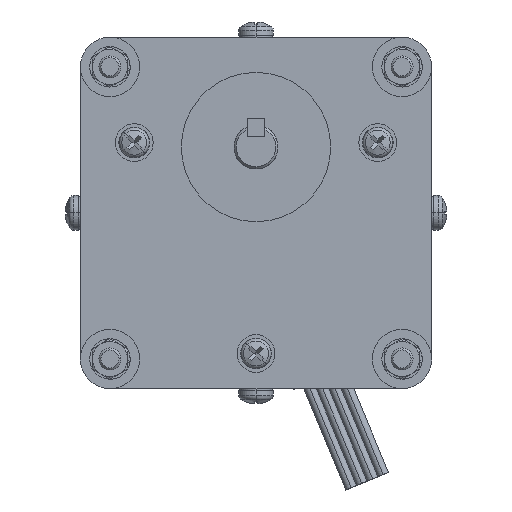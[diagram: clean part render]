
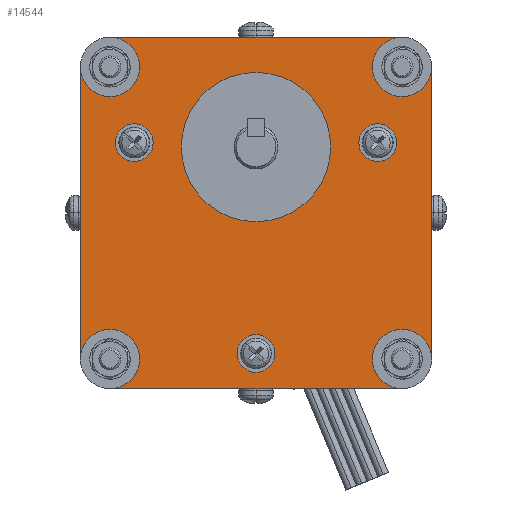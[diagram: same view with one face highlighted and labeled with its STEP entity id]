
A CAD part, left-side view. The second image highlights one B-rep face of the part: STEP entity #14544.
In plain terms, the highlighted planar face has unit normal (-1, 0, 0).
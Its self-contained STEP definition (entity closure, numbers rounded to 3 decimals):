
#13816=CARTESIAN_POINT('POINT15089',(0.7,40.,
   -48.25));
#13817=VERTEX_POINT('VERTEX15089',#13816);
#13824=CARTESIAN_POINT('POINT15090',(0.7,40.,
   18.25));
#13825=VERTEX_POINT('VERTEX15090',#13824);
#13826=CARTESIAN_POINT('POS21006',(0.7,40.,
   18.25));
#13827=DIRECTION('DIR31565',(0.,0.,-1.));
#13828=VECTOR('VEC10447',#13827,1.);
#13829=LINE('STRAIGHT10447',#13826,#13828);
#13830=EDGE_CURVE('EDGE24245',#13825,#13817,#13829,.T.);
#13846=CARTESIAN_POINT('POINT15091',(0.7,33.25,
   25.));
#13847=VERTEX_POINT('VERTEX15091',#13846);
#13870=CARTESIAN_POINT('POINT15093',(0.7,33.25,11.5));
#13871=VERTEX_POINT('VERTEX15093',#13870);
#13872=CARTESIAN_POINT('POS21012',(0.7,33.25,
   18.25));
#13873=DIRECTION('DIR31573',(1.,0.,0.));
#13874=DIRECTION('DIR31574',(0.,0.,-1.));
#13875=AXIS2_PLACEMENT_3D('AXIS10562',#13872,#13873,#13874);
#13876=CIRCLE('ELLIPSE4599',#13875,6.75);
#13877=EDGE_CURVE('EDGE24250',#13871,#13825,#13876,.T.);
#13897=EDGE_CURVE('EDGE24252',#13847,#13871,#13876,.T.);
#13911=CARTESIAN_POINT('POINT15095',(0.7,-33.25,
   25.));
#13912=VERTEX_POINT('VERTEX15095',#13911);
#13913=CARTESIAN_POINT('POS21016',(0.7,-33.25,
   25.));
#13914=DIRECTION('DIR31579',(0.,1.,0.));
#13915=VECTOR('VEC10453',#13914,1.);
#13916=LINE('STRAIGHT10453',#13913,#13915);
#13917=EDGE_CURVE('EDGE24254',#13912,#13847,#13916,.T.);
#13933=CARTESIAN_POINT('POINT15096',(0.7,-40.,
   18.25));
#13934=VERTEX_POINT('VERTEX15096',#13933);
#13957=CARTESIAN_POINT('POINT15098',(0.7,-26.5,
   18.25));
#13958=VERTEX_POINT('VERTEX15098',#13957);
#13959=CARTESIAN_POINT('POS21022',(0.7,-33.25,
   18.25));
#13960=DIRECTION('DIR31587',(1.,0.,0.));
#13961=DIRECTION('DIR31588',(0.,0.,-1.));
#13962=AXIS2_PLACEMENT_3D('AXIS10566',#13959,#13960,#13961);
#13963=CIRCLE('ELLIPSE4601',#13962,6.75);
#13964=EDGE_CURVE('EDGE24259',#13958,#13912,#13963,.T.);
#13985=EDGE_CURVE('EDGE24261',#13934,#13958,#13963,.T.);
#14006=CARTESIAN_POINT('POINT15100',(0.7,33.25,
   -55.));
#14007=VERTEX_POINT('VERTEX15100',#14006);
#14014=CARTESIAN_POINT('POINT15101',(0.7,26.5,
   -48.25));
#14015=VERTEX_POINT('VERTEX15101',#14014);
#14016=CARTESIAN_POINT('POS21028',(0.7,33.25,
   -48.25));
#14017=DIRECTION('DIR31596',(1.,0.,0.));
#14018=DIRECTION('DIR31597',(0.,0.,-1.));
#14019=AXIS2_PLACEMENT_3D('AXIS10569',#14016,#14017,#14018);
#14020=CIRCLE('ELLIPSE4603',#14019,6.75);
#14021=EDGE_CURVE('EDGE24265',#14015,#14007,#14020,.T.);
#14042=EDGE_CURVE('EDGE24267',#13817,#14015,#14020,.T.);
#14047=CARTESIAN_POINT('POINT15102',(0.7,0.,
   -42.7));
#14048=VERTEX_POINT('VERTEX15102',#14047);
#14055=CARTESIAN_POINT('POINT15103',(0.7,
   0.,-51.3));
#14056=VERTEX_POINT('VERTEX15103',#14055);
#14057=CARTESIAN_POINT('POS21032',(0.7,0.,
   -47.));
#14058=DIRECTION('DIR31602',(1.,0.,0.));
#14059=DIRECTION('DIR31603',(0.,0.,1.));
#14060=AXIS2_PLACEMENT_3D('AXIS10571',#14057,#14058,#14059);
#14061=CIRCLE('ELLIPSE4604',#14060,4.3);
#14062=EDGE_CURVE('EDGE24269',#14056,#14048,#14061,.T.);
#14082=EDGE_CURVE('EDGE24271',#14048,#14056,#14061,.T.);
#14087=CARTESIAN_POINT('POINT15104',(0.7,
   -27.713,5.3));
#14088=VERTEX_POINT('VERTEX15104',#14087);
#14095=CARTESIAN_POINT('POINT15105',(0.7,
   -27.713,-3.3));
#14096=VERTEX_POINT('VERTEX15105',#14095);
#14097=CARTESIAN_POINT('POS21036',(0.7,
   -27.713,1.));
#14098=DIRECTION('DIR31608',(1.,0.,0.));
#14099=DIRECTION('DIR31609',(0.,0.,1.));
#14100=AXIS2_PLACEMENT_3D('AXIS10573',#14097,#14098,#14099);
#14101=CIRCLE('ELLIPSE4605',#14100,4.3);
#14102=EDGE_CURVE('EDGE24273',#14096,#14088,#14101,.T.);
#14122=EDGE_CURVE('EDGE24275',#14088,#14096,#14101,.T.);
#14127=CARTESIAN_POINT('POINT15106',(0.7,
   27.713,5.3));
#14128=VERTEX_POINT('VERTEX15106',#14127);
#14135=CARTESIAN_POINT('POINT15107',(0.7,
   27.713,-3.3));
#14136=VERTEX_POINT('VERTEX15107',#14135);
#14137=CARTESIAN_POINT('POS21040',(0.7,
   27.713,1.));
#14138=DIRECTION('DIR31614',(1.,0.,0.));
#14139=DIRECTION('DIR31615',(0.,0.,1.));
#14140=AXIS2_PLACEMENT_3D('AXIS10575',#14137,#14138,#14139);
#14141=CIRCLE('ELLIPSE4606',#14140,4.3);
#14142=EDGE_CURVE('EDGE24277',#14136,#14128,#14141,.T.);
#14162=EDGE_CURVE('EDGE24279',#14128,#14136,#14141,.T.);
#14167=CARTESIAN_POINT('POINT15108',(0.7,
   0.,17.));
#14168=VERTEX_POINT('VERTEX15108',#14167);
#14176=CARTESIAN_POINT('POINT15109',(0.7,
   0.,-17.));
#14177=VERTEX_POINT('VERTEX15109',#14176);
#14184=CARTESIAN_POINT('POS21045',(0.7,0.,
   0.));
#14185=DIRECTION('DIR31621',(1.,0.,0.));
#14186=DIRECTION('DIR31622',(0.,0.,1.));
#14187=AXIS2_PLACEMENT_3D('AXIS10577',#14184,#14185,#14186);
#14188=CIRCLE('ELLIPSE4607',#14187,17.);
#14189=EDGE_CURVE('EDGE24282',#14168,#14177,#14188,.T.);
#14200=EDGE_CURVE('EDGE24283',#14177,#14168,#14188,.T.);
#14415=CARTESIAN_POINT('POINT15121',(0.7,-40.,
   -48.25));
#14416=VERTEX_POINT('VERTEX15121',#14415);
#14417=CARTESIAN_POINT('POS21067',(0.7,-40.,-15.));
#14418=DIRECTION('DIR31656',(0.,0.,1.));
#14419=VECTOR('VEC10478',#14418,1.);
#14420=LINE('STRAIGHT10478',#14417,#14419);
#14421=EDGE_CURVE('EDGE24305',#14416,#13934,#14420,.T.);
#14477=CARTESIAN_POINT('POINT15123',(0.7,-33.25,
   -55.));
#14478=VERTEX_POINT('VERTEX15123',#14477);
#14485=CARTESIAN_POINT('POS21074',(0.7,33.25,
   -55.));
#14486=DIRECTION('DIR31666',(0.,-1.,0.));
#14487=VECTOR('VEC10482',#14486,1.);
#14488=LINE('STRAIGHT10482',#14485,#14487);
#14489=EDGE_CURVE('EDGE24310',#14007,#14478,#14488,.T.);
#14500=ORIENTED_EDGE('COEDGE48594',*,*,#14200,.T.);
#14501=ORIENTED_EDGE('COEDGE48595',*,*,#14189,.T.);
#14502=EDGE_LOOP('NONE',(#14500,#14501));
#14503=FACE_BOUND('LOOP1',#14502,.T.);
#14504=ORIENTED_EDGE('COEDGE48596',*,*,#14162,.T.);
#14505=ORIENTED_EDGE('COEDGE48597',*,*,#14142,.T.);
#14506=EDGE_LOOP('NONE',(#14504,#14505));
#14507=FACE_BOUND('LOOP1',#14506,.T.);
#14508=ORIENTED_EDGE('COEDGE48598',*,*,#14122,.T.);
#14509=ORIENTED_EDGE('COEDGE48599',*,*,#14102,.T.);
#14510=EDGE_LOOP('NONE',(#14508,#14509));
#14511=FACE_BOUND('LOOP1',#14510,.T.);
#14512=ORIENTED_EDGE('COEDGE48600',*,*,#14082,.T.);
#14513=ORIENTED_EDGE('COEDGE48601',*,*,#14062,.T.);
#14514=EDGE_LOOP('NONE',(#14512,#14513));
#14515=FACE_BOUND('LOOP1',#14514,.T.);
#14516=ORIENTED_EDGE('COEDGE48602',*,*,#14042,.T.);
#14517=ORIENTED_EDGE('COEDGE48603',*,*,#14021,.T.);
#14518=ORIENTED_EDGE('COEDGE48604',*,*,#14489,.T.);
#14519=CARTESIAN_POINT('POINT15124',(0.7,-33.25,
   -41.5));
#14520=VERTEX_POINT('VERTEX15124',#14519);
#14521=CARTESIAN_POINT('POS21076',(0.7,-33.25,
   -48.25));
#14522=DIRECTION('DIR31669',(1.,0.,0.));
#14523=DIRECTION('DIR31670',(0.,0.,-1.));
#14524=AXIS2_PLACEMENT_3D('AXIS10594',#14521,#14522,#14523);
#14525=CIRCLE('ELLIPSE4616',#14524,6.75);
#14526=EDGE_CURVE('EDGE24311',#14478,#14520,#14525,.T.);
#14527=ORIENTED_EDGE('COEDGE48605',*,*,#14526,.T.);
#14528=EDGE_CURVE('EDGE24312',#14520,#14416,#14525,.T.);
#14529=ORIENTED_EDGE('COEDGE48606',*,*,#14528,.T.);
#14530=ORIENTED_EDGE('COEDGE48607',*,*,#14421,.T.);
#14531=ORIENTED_EDGE('COEDGE48608',*,*,#13985,.T.);
#14532=ORIENTED_EDGE('COEDGE48609',*,*,#13964,.T.);
#14533=ORIENTED_EDGE('COEDGE48610',*,*,#13917,.T.);
#14534=ORIENTED_EDGE('COEDGE48611',*,*,#13897,.T.);
#14535=ORIENTED_EDGE('COEDGE48612',*,*,#13877,.T.);
#14536=ORIENTED_EDGE('COEDGE48613',*,*,#13830,.T.);
#14537=EDGE_LOOP('NONE',(#14516,#14517,#14518,#14527,#14529,#14530,
   #14531,#14532,#14533,#14534,#14535,#14536));
#14538=FACE_BOUND('LOOP1',#14537,.T.);
#14539=CARTESIAN_POINT('POS21077',(0.7,0.,
   -15.));
#14540=DIRECTION('DIR31671',(1.,0.,0.));
#14541=DIRECTION('DIR31672',(0.,1.,0.));
#14542=AXIS2_PLACEMENT_3D('AXIS10595',#14539,#14540,#14541);
#14543=PLANE('PLANE4151',#14542);
#14544=ADVANCED_FACE('FACE9985',(#14503,#14507,#14511,#14515,#14538),
   #14543,.F.);
